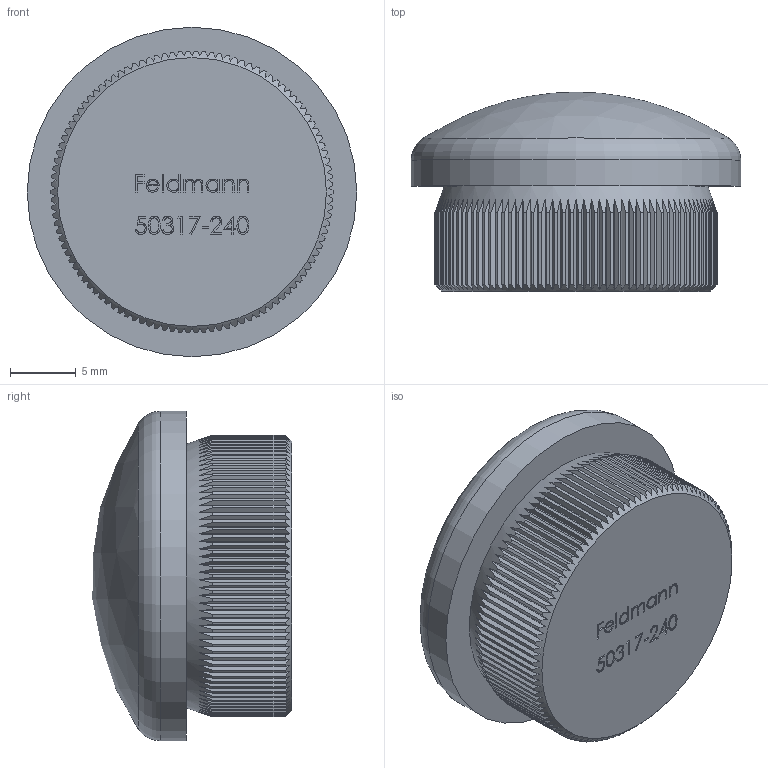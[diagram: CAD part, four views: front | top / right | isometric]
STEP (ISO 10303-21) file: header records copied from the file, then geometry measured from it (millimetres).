
FILE_DESCRIPTION (( 'STEP AP203' ), '1' );
FILE_NAME ('50317-240.STEP', '2022-10-24T09:27:10', ( '' ), ( '' ), 'SwSTEP 2.0', 'SolidWorks 2018', '' );
FILE_SCHEMA (( 'CONFIG_CONTROL_DESIGN' ));
Length unit declared in the file: millimetre
Products named in the file (1): 50317-240
Bounding box: 25 x 15.12 x 25 mm (x, y, z)
Volume: 5306.3 mm3; surface area: 2104.4 mm2
Topology: 1 solids, 1 shells, 552 faces, 1575 edges, 1049 vertices
Faces by surface type: plane 343, cylinder 111, bspline 94, cone 2, sphere 1, torus 1
Full cylindrical faces by diameter (mm): 25 x1
Entity records: 23593 total; most frequent: CARTESIAN_POINT 10427, ORIENTED_EDGE 3142, DIRECTION 2086, EDGE_CURVE 1571, VERTEX_POINT 1049, VECTOR 718, LINE 718, AXIS2_PLACEMENT_3D 684
